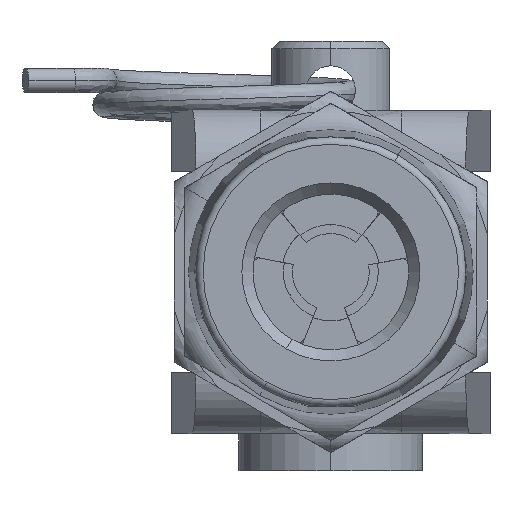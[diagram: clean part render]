
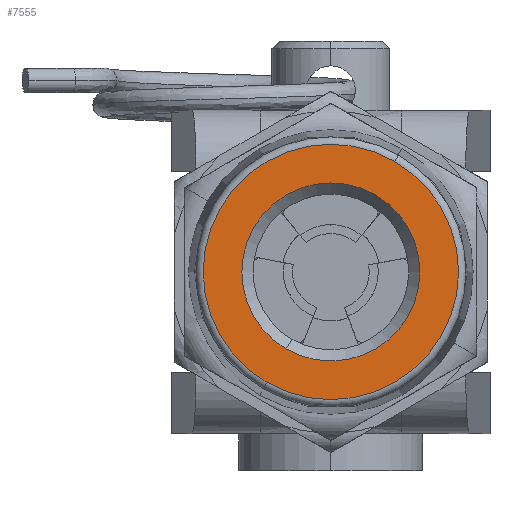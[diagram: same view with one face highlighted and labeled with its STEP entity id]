
A CAD part, left-side view. The second image highlights one B-rep face of the part: STEP entity #7555.
In plain terms, the highlighted face is planar.
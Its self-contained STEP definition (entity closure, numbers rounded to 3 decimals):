
#787 = DIRECTION ( 'NONE',  ( 0., -1., 0. ) ) ;
#1062 = CIRCLE ( 'NONE', #9526, 5.205 ) ;
#1521 = ORIENTED_EDGE ( 'NONE', *, *, #13044, .T. ) ;
#1595 = DIRECTION ( 'NONE',  ( 0., -1., 0. ) ) ;
#1962 = AXIS2_PLACEMENT_3D ( 'NONE', #12016, #3700, #2572 ) ;
#2265 = EDGE_CURVE ( 'NONE', #10926, #9121, #11803, .T. ) ;
#2572 = DIRECTION ( 'NONE',  ( 0., 0., -1. ) ) ;
#2575 = AXIS2_PLACEMENT_3D ( 'NONE', #8822, #13091, #13160 ) ;
#2597 = PLANE ( 'NONE',  #9717 ) ;
#2878 = FACE_OUTER_BOUND ( 'NONE', #12163, .T. ) ;
#3175 = EDGE_LOOP ( 'NONE', ( #5537, #1521 ) ) ;
#3195 = VERTEX_POINT ( 'NONE', #11839 ) ;
#3410 = CARTESIAN_POINT ( 'NONE',  ( 0., 0., 0. ) ) ;
#3484 = DIRECTION ( 'NONE',  ( 0., 0., -1. ) ) ;
#3700 = DIRECTION ( 'NONE',  ( 0., -1., 0. ) ) ;
#5411 = ORIENTED_EDGE ( 'NONE', *, *, #2265, .T. ) ;
#5537 = ORIENTED_EDGE ( 'NONE', *, *, #7928, .T. ) ;
#6672 = ORIENTED_EDGE ( 'NONE', *, *, #9629, .T. ) ;
#6945 = DIRECTION ( 'NONE',  ( 0., 0., -1. ) ) ;
#7153 = CARTESIAN_POINT ( 'NONE',  ( -5.5, 0., 0. ) ) ;
#7555 = ADVANCED_FACE ( 'NONE', ( #9024, #2878 ), #2597, .T. ) ;
#7928 = EDGE_CURVE ( 'NONE', #3195, #9361, #8602, .T. ) ;
#8602 = CIRCLE ( 'NONE', #2575, 3.629 ) ;
#8616 = DIRECTION ( 'NONE',  ( 0., 1., 0. ) ) ;
#8822 = CARTESIAN_POINT ( 'NONE',  ( 0., 0., 0. ) ) ;
#9024 = FACE_BOUND ( 'NONE', #3175, .T. ) ;
#9121 = VERTEX_POINT ( 'NONE', #11856 ) ;
#9361 = VERTEX_POINT ( 'NONE', #11333 ) ;
#9526 = AXIS2_PLACEMENT_3D ( 'NONE', #3410, #1595, #3484 ) ;
#9597 = DIRECTION ( 'NONE',  ( 0., 0., -1. ) ) ;
#9629 = EDGE_CURVE ( 'NONE', #9121, #10926, #1062, .T. ) ;
#9713 = AXIS2_PLACEMENT_3D ( 'NONE', #10650, #8616, #9597 ) ;
#9717 = AXIS2_PLACEMENT_3D ( 'NONE', #7153, #787, #6945 ) ;
#10650 = CARTESIAN_POINT ( 'NONE',  ( 0., 0., 0. ) ) ;
#10926 = VERTEX_POINT ( 'NONE', #11535 ) ;
#11333 = CARTESIAN_POINT ( 'NONE',  ( 0., 0., 3.629 ) ) ;
#11535 = CARTESIAN_POINT ( 'NONE',  ( 0., 0., 5.205 ) ) ;
#11803 = CIRCLE ( 'NONE', #1962, 5.205 ) ;
#11839 = CARTESIAN_POINT ( 'NONE',  ( 0., 0., -3.629 ) ) ;
#11856 = CARTESIAN_POINT ( 'NONE',  ( 0., 0., -5.205 ) ) ;
#12016 = CARTESIAN_POINT ( 'NONE',  ( 0., 0., 0. ) ) ;
#12163 = EDGE_LOOP ( 'NONE', ( #6672, #5411 ) ) ;
#12416 = CIRCLE ( 'NONE', #9713, 3.629 ) ;
#13044 = EDGE_CURVE ( 'NONE', #9361, #3195, #12416, .T. ) ;
#13091 = DIRECTION ( 'NONE',  ( 0., 1., 0. ) ) ;
#13160 = DIRECTION ( 'NONE',  ( 0., 0., -1. ) ) ;
